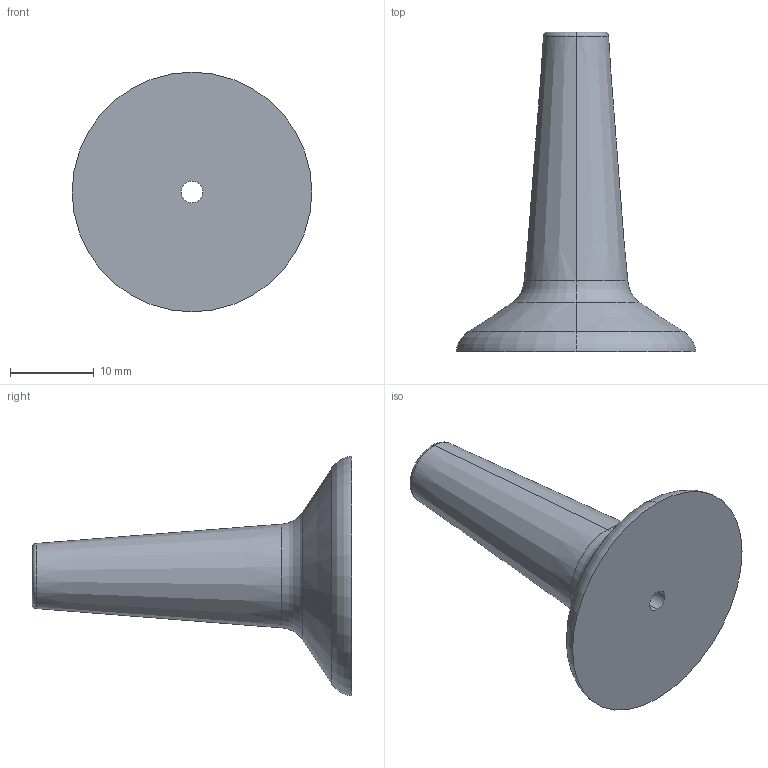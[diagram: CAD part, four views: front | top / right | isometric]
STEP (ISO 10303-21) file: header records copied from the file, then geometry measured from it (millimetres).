
FILE_DESCRIPTION(('STEP AP214'),'1');
FILE_NAME('001 Stands _Gyroscope.stp','2025-01-23T01:06:26',(' '),(' '),'Spatial InterOp 3D',' ',' ');
FILE_SCHEMA(('AUTOMOTIVE_DESIGN { 1 0 10303 214 1 1 1 1 }'));
Length unit declared in the file: metre
Products named in the file (2): 001 Stands _Gyroscope; Fillet2
Assembly tree (1 placements, depth 2):
  001 Stands _Gyroscope
    Fillet2
Bounding box: 28.57 x 38.1 x 28.57 mm (x, y, z)
Volume: 5139.2 mm3; surface area: 2691.9 mm2
Topology: 1 solids, 1 shells, 15 faces, 30 edges, 16 vertices
Faces by surface type: torus 8, cone 4, cylinder 2, plane 1
Entity records: 448 total; most frequent: DIRECTION 88, CARTESIAN_POINT 63, ORIENTED_EDGE 60, AXIS2_PLACEMENT_3D 41, EDGE_CURVE 30, CIRCLE 24, EDGE_LOOP 16, VERTEX_POINT 16
